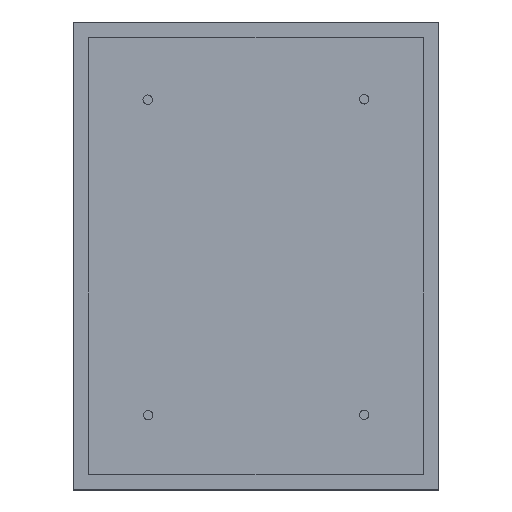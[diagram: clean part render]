
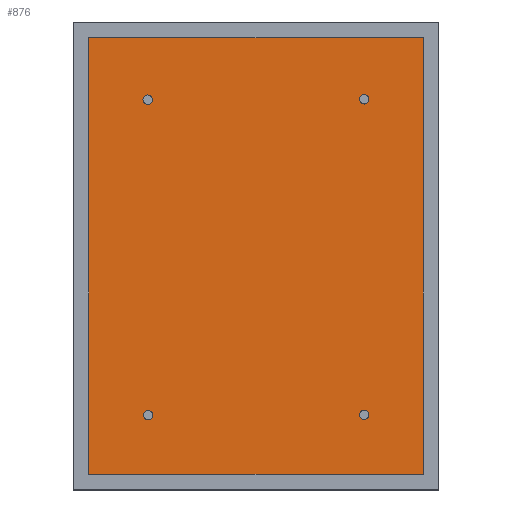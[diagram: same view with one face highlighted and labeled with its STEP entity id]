
A CAD part, top view. The second image highlights one B-rep face of the part: STEP entity #876.
In plain terms, the highlighted planar face has unit normal (0, 0, 1).
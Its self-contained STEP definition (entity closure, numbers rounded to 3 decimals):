
#575 = PLANE('',#576);
#576 = AXIS2_PLACEMENT_3D('',#577,#578,#579);
#577 = CARTESIAN_POINT('',(-34.134,43.604,6.35));
#578 = DIRECTION('',(0.,1.,0.));
#579 = DIRECTION('',(1.,0.,0.));
#603 = PLANE('',#604);
#604 = AXIS2_PLACEMENT_3D('',#605,#606,#607);
#605 = CARTESIAN_POINT('',(33.466,43.604,6.35));
#606 = DIRECTION('',(1.,0.,-0.));
#607 = DIRECTION('',(0.,-1.,0.));
#631 = PLANE('',#632);
#632 = AXIS2_PLACEMENT_3D('',#633,#634,#635);
#633 = CARTESIAN_POINT('',(33.466,-44.646,6.35));
#634 = DIRECTION('',(0.,-1.,0.));
#635 = DIRECTION('',(-1.,0.,0.));
#657 = PLANE('',#658);
#658 = AXIS2_PLACEMENT_3D('',#659,#660,#661);
#659 = CARTESIAN_POINT('',(-34.134,-44.646,6.35));
#660 = DIRECTION('',(-1.,0.,0.));
#661 = DIRECTION('',(0.,1.,0.));
#680 = VERTEX_POINT('',#681);
#681 = CARTESIAN_POINT('',(-34.134,43.604,6.35));
#704 = VERTEX_POINT('',#705);
#705 = CARTESIAN_POINT('',(33.466,43.604,6.35));
#726 = EDGE_CURVE('',#680,#704,#727,.T.);
#727 = SURFACE_CURVE('',#728,(#732,#739),.PCURVE_S1.);
#728 = LINE('',#729,#730);
#729 = CARTESIAN_POINT('',(-34.134,43.604,6.35));
#730 = VECTOR('',#731,1.);
#731 = DIRECTION('',(1.,0.,0.));
#732 = PCURVE('',#575,#733);
#733 = DEFINITIONAL_REPRESENTATION('',(#734),#738);
#734 = LINE('',#735,#736);
#735 = CARTESIAN_POINT('',(0.,0.));
#736 = VECTOR('',#737,1.);
#737 = DIRECTION('',(1.,0.));
#738 = ( GEOMETRIC_REPRESENTATION_CONTEXT(2) 
PARAMETRIC_REPRESENTATION_CONTEXT() REPRESENTATION_CONTEXT('2D SPACE',''
  ) );
#739 = PCURVE('',#740,#745);
#740 = PLANE('',#741);
#741 = AXIS2_PLACEMENT_3D('',#742,#743,#744);
#742 = CARTESIAN_POINT('',(-0.334,-0.521,6.35));
#743 = DIRECTION('',(0.,0.,1.));
#744 = DIRECTION('',(1.,0.,0.));
#745 = DEFINITIONAL_REPRESENTATION('',(#746),#750);
#746 = LINE('',#747,#748);
#747 = CARTESIAN_POINT('',(-33.8,44.125));
#748 = VECTOR('',#749,1.);
#749 = DIRECTION('',(1.,0.));
#750 = ( GEOMETRIC_REPRESENTATION_CONTEXT(2) 
PARAMETRIC_REPRESENTATION_CONTEXT() REPRESENTATION_CONTEXT('2D SPACE',''
  ) );
#758 = VERTEX_POINT('',#759);
#759 = CARTESIAN_POINT('',(33.466,-44.646,6.35));
#780 = EDGE_CURVE('',#704,#758,#781,.T.);
#781 = SURFACE_CURVE('',#782,(#786,#793),.PCURVE_S1.);
#782 = LINE('',#783,#784);
#783 = CARTESIAN_POINT('',(33.466,43.604,6.35));
#784 = VECTOR('',#785,1.);
#785 = DIRECTION('',(0.,-1.,0.));
#786 = PCURVE('',#603,#787);
#787 = DEFINITIONAL_REPRESENTATION('',(#788),#792);
#788 = LINE('',#789,#790);
#789 = CARTESIAN_POINT('',(0.,0.));
#790 = VECTOR('',#791,1.);
#791 = DIRECTION('',(1.,0.));
#792 = ( GEOMETRIC_REPRESENTATION_CONTEXT(2) 
PARAMETRIC_REPRESENTATION_CONTEXT() REPRESENTATION_CONTEXT('2D SPACE',''
  ) );
#793 = PCURVE('',#740,#794);
#794 = DEFINITIONAL_REPRESENTATION('',(#795),#799);
#795 = LINE('',#796,#797);
#796 = CARTESIAN_POINT('',(33.8,44.125));
#797 = VECTOR('',#798,1.);
#798 = DIRECTION('',(0.,-1.));
#799 = ( GEOMETRIC_REPRESENTATION_CONTEXT(2) 
PARAMETRIC_REPRESENTATION_CONTEXT() REPRESENTATION_CONTEXT('2D SPACE',''
  ) );
#807 = VERTEX_POINT('',#808);
#808 = CARTESIAN_POINT('',(-34.134,-44.646,6.35));
#829 = EDGE_CURVE('',#758,#807,#830,.T.);
#830 = SURFACE_CURVE('',#831,(#835,#842),.PCURVE_S1.);
#831 = LINE('',#832,#833);
#832 = CARTESIAN_POINT('',(33.466,-44.646,6.35));
#833 = VECTOR('',#834,1.);
#834 = DIRECTION('',(-1.,0.,0.));
#835 = PCURVE('',#631,#836);
#836 = DEFINITIONAL_REPRESENTATION('',(#837),#841);
#837 = LINE('',#838,#839);
#838 = CARTESIAN_POINT('',(0.,-0.));
#839 = VECTOR('',#840,1.);
#840 = DIRECTION('',(1.,0.));
#841 = ( GEOMETRIC_REPRESENTATION_CONTEXT(2) 
PARAMETRIC_REPRESENTATION_CONTEXT() REPRESENTATION_CONTEXT('2D SPACE',''
  ) );
#842 = PCURVE('',#740,#843);
#843 = DEFINITIONAL_REPRESENTATION('',(#844),#848);
#844 = LINE('',#845,#846);
#845 = CARTESIAN_POINT('',(33.8,-44.125));
#846 = VECTOR('',#847,1.);
#847 = DIRECTION('',(-1.,0.));
#848 = ( GEOMETRIC_REPRESENTATION_CONTEXT(2) 
PARAMETRIC_REPRESENTATION_CONTEXT() REPRESENTATION_CONTEXT('2D SPACE',''
  ) );
#856 = EDGE_CURVE('',#807,#680,#857,.T.);
#857 = SURFACE_CURVE('',#858,(#862,#869),.PCURVE_S1.);
#858 = LINE('',#859,#860);
#859 = CARTESIAN_POINT('',(-34.134,-44.646,6.35));
#860 = VECTOR('',#861,1.);
#861 = DIRECTION('',(0.,1.,0.));
#862 = PCURVE('',#657,#863);
#863 = DEFINITIONAL_REPRESENTATION('',(#864),#868);
#864 = LINE('',#865,#866);
#865 = CARTESIAN_POINT('',(0.,0.));
#866 = VECTOR('',#867,1.);
#867 = DIRECTION('',(1.,0.));
#868 = ( GEOMETRIC_REPRESENTATION_CONTEXT(2) 
PARAMETRIC_REPRESENTATION_CONTEXT() REPRESENTATION_CONTEXT('2D SPACE',''
  ) );
#869 = PCURVE('',#740,#870);
#870 = DEFINITIONAL_REPRESENTATION('',(#871),#875);
#871 = LINE('',#872,#873);
#872 = CARTESIAN_POINT('',(-33.8,-44.125));
#873 = VECTOR('',#874,1.);
#874 = DIRECTION('',(0.,1.));
#875 = ( GEOMETRIC_REPRESENTATION_CONTEXT(2) 
PARAMETRIC_REPRESENTATION_CONTEXT() REPRESENTATION_CONTEXT('2D SPACE',''
  ) );
#876 = ADVANCED_FACE('',(#877,#883,#914,#945,#976),#740,.T.);
#877 = FACE_BOUND('',#878,.T.);
#878 = EDGE_LOOP('',(#879,#880,#881,#882));
#879 = ORIENTED_EDGE('',*,*,#726,.F.);
#880 = ORIENTED_EDGE('',*,*,#856,.F.);
#881 = ORIENTED_EDGE('',*,*,#829,.F.);
#882 = ORIENTED_EDGE('',*,*,#780,.F.);
#883 = FACE_BOUND('',#884,.T.);
#884 = EDGE_LOOP('',(#885));
#885 = ORIENTED_EDGE('',*,*,#886,.F.);
#886 = EDGE_CURVE('',#887,#887,#889,.T.);
#887 = VERTEX_POINT('',#888);
#888 = CARTESIAN_POINT('',(-21.182,-32.721,6.35));
#889 = SURFACE_CURVE('',#890,(#895,#902),.PCURVE_S1.);
#890 = CIRCLE('',#891,0.953);
#891 = AXIS2_PLACEMENT_3D('',#892,#893,#894);
#892 = CARTESIAN_POINT('',(-22.134,-32.721,6.35));
#893 = DIRECTION('',(0.,0.,1.));
#894 = DIRECTION('',(1.,0.,0.));
#895 = PCURVE('',#740,#896);
#896 = DEFINITIONAL_REPRESENTATION('',(#897),#901);
#897 = CIRCLE('',#898,0.953);
#898 = AXIS2_PLACEMENT_2D('',#899,#900);
#899 = CARTESIAN_POINT('',(-21.8,-32.2));
#900 = DIRECTION('',(1.,0.));
#901 = ( GEOMETRIC_REPRESENTATION_CONTEXT(2) 
PARAMETRIC_REPRESENTATION_CONTEXT() REPRESENTATION_CONTEXT('2D SPACE',''
  ) );
#902 = PCURVE('',#903,#908);
#903 = CYLINDRICAL_SURFACE('',#904,0.953);
#904 = AXIS2_PLACEMENT_3D('',#905,#906,#907);
#905 = CARTESIAN_POINT('',(-22.134,-32.721,6.35));
#906 = DIRECTION('',(-0.,-0.,-1.));
#907 = DIRECTION('',(1.,0.,0.));
#908 = DEFINITIONAL_REPRESENTATION('',(#909),#913);
#909 = LINE('',#910,#911);
#910 = CARTESIAN_POINT('',(-0.,0.));
#911 = VECTOR('',#912,1.);
#912 = DIRECTION('',(-1.,0.));
#913 = ( GEOMETRIC_REPRESENTATION_CONTEXT(2) 
PARAMETRIC_REPRESENTATION_CONTEXT() REPRESENTATION_CONTEXT('2D SPACE',''
  ) );
#914 = FACE_BOUND('',#915,.T.);
#915 = EDGE_LOOP('',(#916));
#916 = ORIENTED_EDGE('',*,*,#917,.F.);
#917 = EDGE_CURVE('',#918,#918,#920,.T.);
#918 = VERTEX_POINT('',#919);
#919 = CARTESIAN_POINT('',(22.493,-32.621,6.35));
#920 = SURFACE_CURVE('',#921,(#926,#933),.PCURVE_S1.);
#921 = CIRCLE('',#922,0.953);
#922 = AXIS2_PLACEMENT_3D('',#923,#924,#925);
#923 = CARTESIAN_POINT('',(21.541,-32.621,6.35));
#924 = DIRECTION('',(0.,0.,1.));
#925 = DIRECTION('',(1.,0.,0.));
#926 = PCURVE('',#740,#927);
#927 = DEFINITIONAL_REPRESENTATION('',(#928),#932);
#928 = CIRCLE('',#929,0.953);
#929 = AXIS2_PLACEMENT_2D('',#930,#931);
#930 = CARTESIAN_POINT('',(21.875,-32.1));
#931 = DIRECTION('',(1.,0.));
#932 = ( GEOMETRIC_REPRESENTATION_CONTEXT(2) 
PARAMETRIC_REPRESENTATION_CONTEXT() REPRESENTATION_CONTEXT('2D SPACE',''
  ) );
#933 = PCURVE('',#934,#939);
#934 = CYLINDRICAL_SURFACE('',#935,0.953);
#935 = AXIS2_PLACEMENT_3D('',#936,#937,#938);
#936 = CARTESIAN_POINT('',(21.541,-32.621,6.35));
#937 = DIRECTION('',(-0.,-0.,-1.));
#938 = DIRECTION('',(1.,0.,0.));
#939 = DEFINITIONAL_REPRESENTATION('',(#940),#944);
#940 = LINE('',#941,#942);
#941 = CARTESIAN_POINT('',(-0.,0.));
#942 = VECTOR('',#943,1.);
#943 = DIRECTION('',(-1.,0.));
#944 = ( GEOMETRIC_REPRESENTATION_CONTEXT(2) 
PARAMETRIC_REPRESENTATION_CONTEXT() REPRESENTATION_CONTEXT('2D SPACE',''
  ) );
#945 = FACE_BOUND('',#946,.T.);
#946 = EDGE_LOOP('',(#947));
#947 = ORIENTED_EDGE('',*,*,#948,.F.);
#948 = EDGE_CURVE('',#949,#949,#951,.T.);
#949 = VERTEX_POINT('',#950);
#950 = CARTESIAN_POINT('',(-21.282,31.079,6.35));
#951 = SURFACE_CURVE('',#952,(#957,#964),.PCURVE_S1.);
#952 = CIRCLE('',#953,0.953);
#953 = AXIS2_PLACEMENT_3D('',#954,#955,#956);
#954 = CARTESIAN_POINT('',(-22.234,31.079,6.35));
#955 = DIRECTION('',(0.,0.,1.));
#956 = DIRECTION('',(1.,0.,0.));
#957 = PCURVE('',#740,#958);
#958 = DEFINITIONAL_REPRESENTATION('',(#959),#963);
#959 = CIRCLE('',#960,0.953);
#960 = AXIS2_PLACEMENT_2D('',#961,#962);
#961 = CARTESIAN_POINT('',(-21.9,31.6));
#962 = DIRECTION('',(1.,0.));
#963 = ( GEOMETRIC_REPRESENTATION_CONTEXT(2) 
PARAMETRIC_REPRESENTATION_CONTEXT() REPRESENTATION_CONTEXT('2D SPACE',''
  ) );
#964 = PCURVE('',#965,#970);
#965 = CYLINDRICAL_SURFACE('',#966,0.953);
#966 = AXIS2_PLACEMENT_3D('',#967,#968,#969);
#967 = CARTESIAN_POINT('',(-22.234,31.079,6.35));
#968 = DIRECTION('',(-0.,-0.,-1.));
#969 = DIRECTION('',(1.,0.,0.));
#970 = DEFINITIONAL_REPRESENTATION('',(#971),#975);
#971 = LINE('',#972,#973);
#972 = CARTESIAN_POINT('',(-0.,0.));
#973 = VECTOR('',#974,1.);
#974 = DIRECTION('',(-1.,0.));
#975 = ( GEOMETRIC_REPRESENTATION_CONTEXT(2) 
PARAMETRIC_REPRESENTATION_CONTEXT() REPRESENTATION_CONTEXT('2D SPACE',''
  ) );
#976 = FACE_BOUND('',#977,.T.);
#977 = EDGE_LOOP('',(#978));
#978 = ORIENTED_EDGE('',*,*,#979,.F.);
#979 = EDGE_CURVE('',#980,#980,#982,.T.);
#980 = VERTEX_POINT('',#981);
#981 = CARTESIAN_POINT('',(22.493,31.154,6.35));
#982 = SURFACE_CURVE('',#983,(#988,#995),.PCURVE_S1.);
#983 = CIRCLE('',#984,0.953);
#984 = AXIS2_PLACEMENT_3D('',#985,#986,#987);
#985 = CARTESIAN_POINT('',(21.541,31.154,6.35));
#986 = DIRECTION('',(0.,0.,1.));
#987 = DIRECTION('',(1.,0.,0.));
#988 = PCURVE('',#740,#989);
#989 = DEFINITIONAL_REPRESENTATION('',(#990),#994);
#990 = CIRCLE('',#991,0.953);
#991 = AXIS2_PLACEMENT_2D('',#992,#993);
#992 = CARTESIAN_POINT('',(21.875,31.675));
#993 = DIRECTION('',(1.,0.));
#994 = ( GEOMETRIC_REPRESENTATION_CONTEXT(2) 
PARAMETRIC_REPRESENTATION_CONTEXT() REPRESENTATION_CONTEXT('2D SPACE',''
  ) );
#995 = PCURVE('',#996,#1001);
#996 = CYLINDRICAL_SURFACE('',#997,0.953);
#997 = AXIS2_PLACEMENT_3D('',#998,#999,#1000);
#998 = CARTESIAN_POINT('',(21.541,31.154,6.35));
#999 = DIRECTION('',(-0.,-0.,-1.));
#1000 = DIRECTION('',(1.,0.,0.));
#1001 = DEFINITIONAL_REPRESENTATION('',(#1002),#1006);
#1002 = LINE('',#1003,#1004);
#1003 = CARTESIAN_POINT('',(-0.,0.));
#1004 = VECTOR('',#1005,1.);
#1005 = DIRECTION('',(-1.,0.));
#1006 = ( GEOMETRIC_REPRESENTATION_CONTEXT(2) 
PARAMETRIC_REPRESENTATION_CONTEXT() REPRESENTATION_CONTEXT('2D SPACE',''
  ) );
